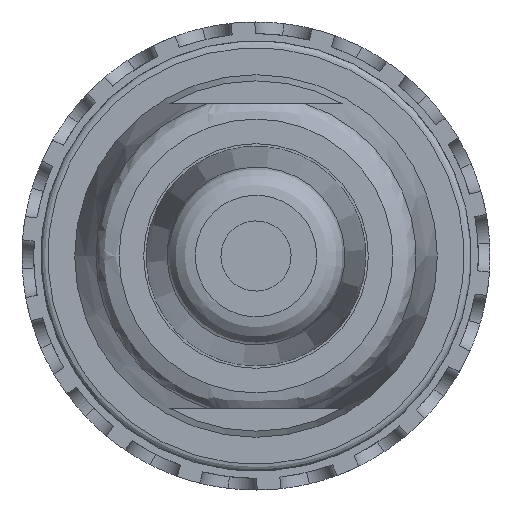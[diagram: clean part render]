
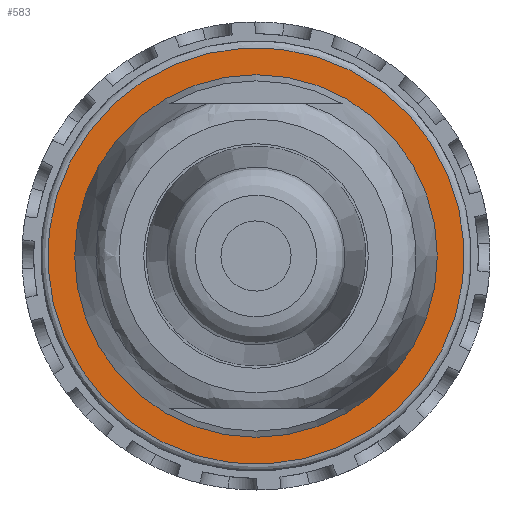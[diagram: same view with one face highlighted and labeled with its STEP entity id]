
A CAD part, front view. The second image highlights one B-rep face of the part: STEP entity #583.
In plain terms, the highlighted planar face has unit normal (0, -1, 0).
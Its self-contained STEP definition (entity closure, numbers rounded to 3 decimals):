
#583=ADVANCED_FACE('',(#800,#801),#724,.T.);
#724=PLANE('',#3853);
#800=FACE_BOUND('',#947,.T.);
#801=FACE_BOUND('',#948,.T.);
#947=EDGE_LOOP('',(#2201));
#948=EDGE_LOOP('',(#2202));
#2201=ORIENTED_EDGE('',*,*,#3348,.F.);
#2202=ORIENTED_EDGE('',*,*,#3347,.F.);
#2893=VERTEX_POINT('',#5810);
#2894=VERTEX_POINT('',#5833);
#3347=EDGE_CURVE('',#2893,#2893,#3635,.T.);
#3348=EDGE_CURVE('',#2894,#2894,#3636,.T.);
#3635=CIRCLE('',#3851,8.9);
#3636=CIRCLE('',#3852,7.75);
#3851=AXIS2_PLACEMENT_3D('',#5809,#4450,#4451);
#3852=AXIS2_PLACEMENT_3D('',#5832,#4452,#4453);
#3853=AXIS2_PLACEMENT_3D('',#5834,#4454,#4455);
#4450=DIRECTION('',(0.,1.,0.));
#4451=DIRECTION('',(-0.837,0.,-0.547));
#4452=DIRECTION('',(0.,-1.,0.));
#4453=DIRECTION('',(0.,0.,-1.));
#4454=DIRECTION('',(0.,-1.,0.));
#4455=DIRECTION('',(-0.547,0.,0.837));
#5809=CARTESIAN_POINT('',(21.985,-36.165,0.));
#5810=CARTESIAN_POINT('',(14.534,-36.165,-4.868));
#5832=CARTESIAN_POINT('',(21.985,-36.165,0.));
#5833=CARTESIAN_POINT('',(21.985,-36.165,-7.75));
#5834=CARTESIAN_POINT('',(35.535,-36.165,-2.841));
